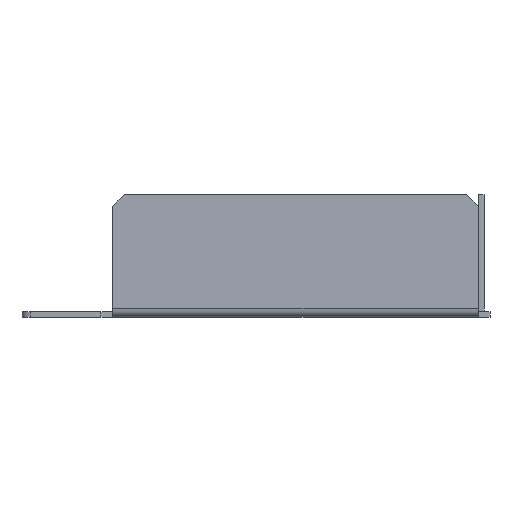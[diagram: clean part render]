
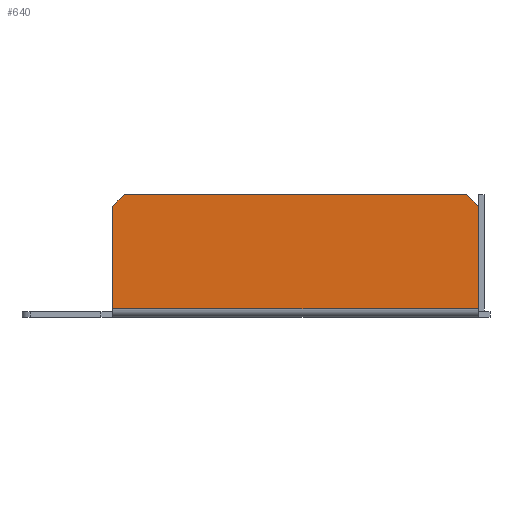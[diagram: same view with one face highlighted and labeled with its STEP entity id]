
A CAD part, left-side view. The second image highlights one B-rep face of the part: STEP entity #640.
In plain terms, the highlighted planar face has unit normal (-1, 0, 0).
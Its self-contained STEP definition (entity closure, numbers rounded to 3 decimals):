
#96 = VECTOR ( 'NONE', #796, 1000. ) ;
#129 = DIRECTION ( 'NONE',  ( 0., 1., 0. ) ) ;
#158 = CARTESIAN_POINT ( 'NONE',  ( -39.251, 0., 0.5 ) ) ;
#174 = DIRECTION ( 'NONE',  ( 0., 0.707, 0.707 ) ) ;
#342 = VECTOR ( 'NONE', #1015, 1000. ) ;
#499 = DIRECTION ( 'NONE',  ( 0., 0.707, -0.707 ) ) ;
#559 = DIRECTION ( 'NONE',  ( 0., 0., 1. ) ) ;
#621 = CARTESIAN_POINT ( 'NONE',  ( -39.251, 65., 0.1 ) ) ;
#630 = LINE ( 'NONE', #1457, #1470 ) ;
#640 = ADVANCED_FACE ( 'NONE', ( #1848 ), #848, .T. ) ;
#642 = EDGE_CURVE ( 'NONE', #838, #1181, #1717, .T. ) ;
#698 = DIRECTION ( 'NONE',  ( -1., 0., 0. ) ) ;
#776 = CARTESIAN_POINT ( 'NONE',  ( -39.251, 2., 0.5 ) ) ;
#796 = DIRECTION ( 'NONE',  ( 0., 0., 1. ) ) ;
#806 = CARTESIAN_POINT ( 'NONE',  ( -39.251, 4., 20. ) ) ;
#810 = ORIENTED_EDGE ( 'NONE', *, *, #642, .T. ) ;
#816 = EDGE_CURVE ( 'NONE', #1231, #838, #1358, .T. ) ;
#838 = VERTEX_POINT ( 'NONE', #1962 ) ;
#848 = PLANE ( 'NONE',  #1408 ) ;
#864 = CARTESIAN_POINT ( 'NONE',  ( -39.251, 65., 20. ) ) ;
#879 = DIRECTION ( 'NONE',  ( 0., 0., 1. ) ) ;
#937 = VECTOR ( 'NONE', #879, 1000. ) ;
#939 = CARTESIAN_POINT ( 'NONE',  ( -39.251, 64.5, 0.1 ) ) ;
#944 = VECTOR ( 'NONE', #174, 1000. ) ;
#945 = CARTESIAN_POINT ( 'NONE',  ( -39.251, 2., 18. ) ) ;
#967 = EDGE_CURVE ( 'NONE', #1231, #1862, #1773, .T. ) ;
#970 = CARTESIAN_POINT ( 'NONE',  ( -39.251, 2., 0.1 ) ) ;
#977 = VECTOR ( 'NONE', #129, 1000. ) ;
#993 = EDGE_CURVE ( 'NONE', #1862, #1471, #1147, .T. ) ;
#1015 = DIRECTION ( 'NONE',  ( 0., 1., 0. ) ) ;
#1081 = ORIENTED_EDGE ( 'NONE', *, *, #993, .F. ) ;
#1147 = LINE ( 'NONE', #939, #96 ) ;
#1181 = VERTEX_POINT ( 'NONE', #806 ) ;
#1231 = VERTEX_POINT ( 'NONE', #776 ) ;
#1358 = LINE ( 'NONE', #970, #937 ) ;
#1372 = VERTEX_POINT ( 'NONE', #1395 ) ;
#1395 = CARTESIAN_POINT ( 'NONE',  ( -39.251, 62.5, 20. ) ) ;
#1408 = AXIS2_PLACEMENT_3D ( 'NONE', #621, #698, #559 ) ;
#1457 = CARTESIAN_POINT ( 'NONE',  ( -39.251, 62.5, 20. ) ) ;
#1470 = VECTOR ( 'NONE', #499, 1000. ) ;
#1471 = VERTEX_POINT ( 'NONE', #1912 ) ;
#1549 = EDGE_LOOP ( 'NONE', ( #1924, #1859, #810, #1750, #2093, #1081 ) ) ;
#1579 = LINE ( 'NONE', #864, #342 ) ;
#1623 = EDGE_CURVE ( 'NONE', #1372, #1471, #630, .T. ) ;
#1717 = LINE ( 'NONE', #945, #944 ) ;
#1750 = ORIENTED_EDGE ( 'NONE', *, *, #1834, .T. ) ;
#1773 = LINE ( 'NONE', #158, #977 ) ;
#1834 = EDGE_CURVE ( 'NONE', #1181, #1372, #1579, .T. ) ;
#1848 = FACE_OUTER_BOUND ( 'NONE', #1549, .T. ) ;
#1859 = ORIENTED_EDGE ( 'NONE', *, *, #816, .T. ) ;
#1862 = VERTEX_POINT ( 'NONE', #1969 ) ;
#1912 = CARTESIAN_POINT ( 'NONE',  ( -39.251, 64.5, 18. ) ) ;
#1924 = ORIENTED_EDGE ( 'NONE', *, *, #967, .F. ) ;
#1962 = CARTESIAN_POINT ( 'NONE',  ( -39.251, 2., 18. ) ) ;
#1969 = CARTESIAN_POINT ( 'NONE',  ( -39.251, 64.5, 0.5 ) ) ;
#2093 = ORIENTED_EDGE ( 'NONE', *, *, #1623, .T. ) ;
